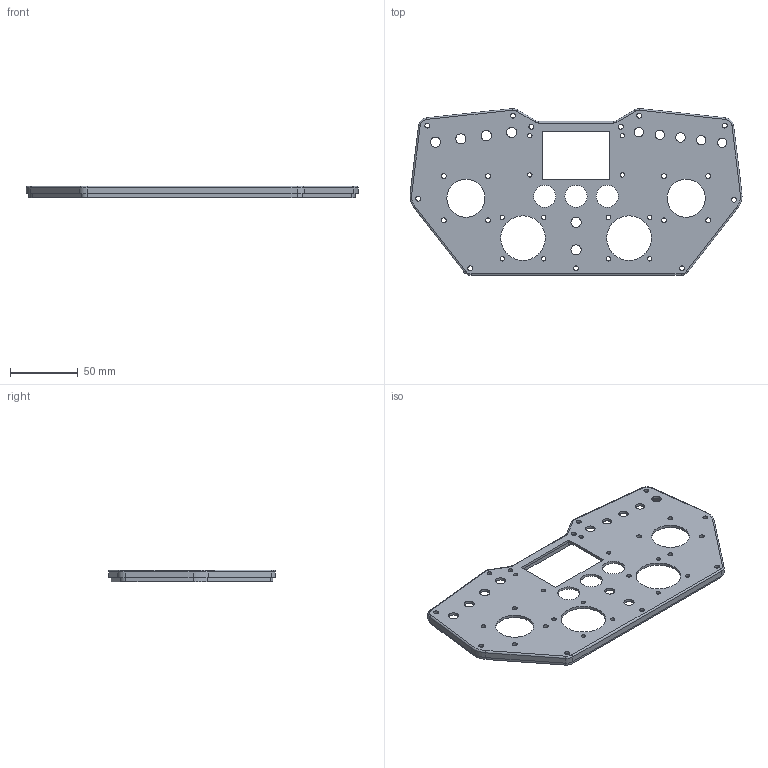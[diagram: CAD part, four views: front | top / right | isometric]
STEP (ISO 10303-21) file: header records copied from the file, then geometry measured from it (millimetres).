
FILE_DESCRIPTION(/* description */ (''),/* implementation_level */ '2;1');
FILE_NAME(/* name */ 'Top_Joysticks_JH-D202X v1.step',/* time_stamp */ '2023-08-08T19:22:19+01:00',/* author */ (''),/* organization */ (''),/* preprocessor_version */ 'ST-DEVELOPER v20',/* originating_system */ 'Autodesk Translation Framework v12.9.0.99',/* authorisation */ '');
FILE_SCHEMA (('AUTOMOTIVE_DESIGN { 1 0 10303 214 3 1 1 }'));
Length unit declared in the file: millimetre
Products named in the file (1): Top_Joysticks_JH-D202X
Bounding box: 244.21 x 122.75 x 8.5 mm (x, y, z)
Volume: 50491.1 mm3; surface area: 51861 mm2
Topology: 1 solids, 1 shells, 139 faces, 397 edges, 258 vertices
Faces by surface type: cylinder 91, plane 38, torus 10
Full cylindrical faces by diameter (mm): 3.2 x12, 3.6 x19, 6.8 x5, 7.5 x6, 16.25 x3, 28 x2, 32.8 x2
Entity records: 4833 total; most frequent: DIRECTION 877, CARTESIAN_POINT 795, ORIENTED_EDGE 794, EDGE_CURVE 397, AXIS2_PLACEMENT_3D 340, VERTEX_POINT 258, EDGE_LOOP 237, CIRCLE 200
